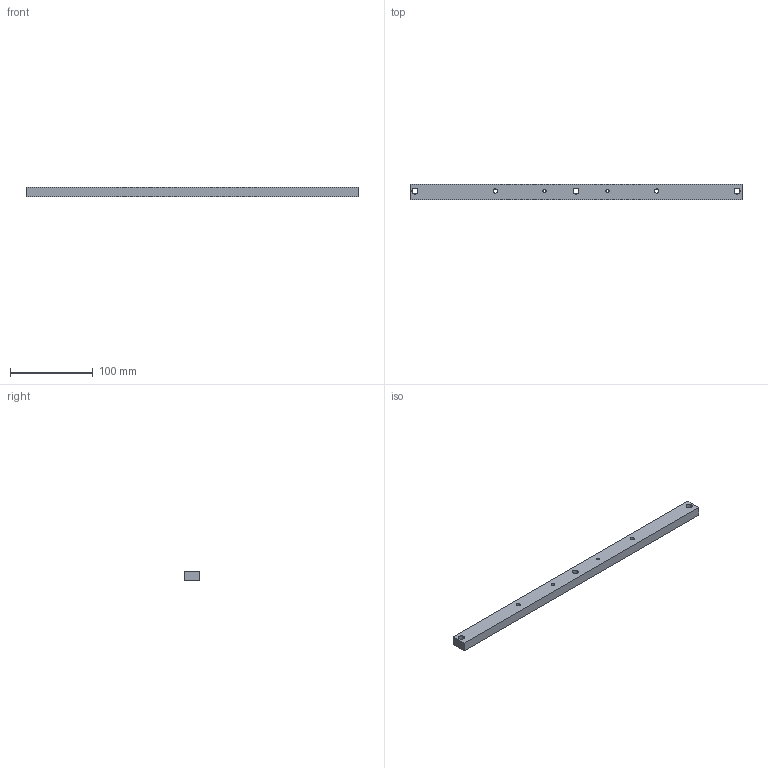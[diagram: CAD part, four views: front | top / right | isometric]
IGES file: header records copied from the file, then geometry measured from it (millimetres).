
Start section: SolidWorks IGES file using analytic representation for surfaces
Global section: file name: D1003240-v2 ALIGO SR3 HR-AR TOP CROSS BAR.IGS; native system: SolidWorks 2012; preprocessor: SolidWorks 2012; author: tnguyen; date: 120420.061311; units: inch
Bounding box: 401.83 x 18.8 x 11.43 mm (x, y, z)
Surface area: 25758.4 mm2 (no closed solid volume)
Topology: 0 solids, 0 shells, 32 faces, 576 edges, 576 vertices
Faces by surface type: revolution 26, bspline 6
